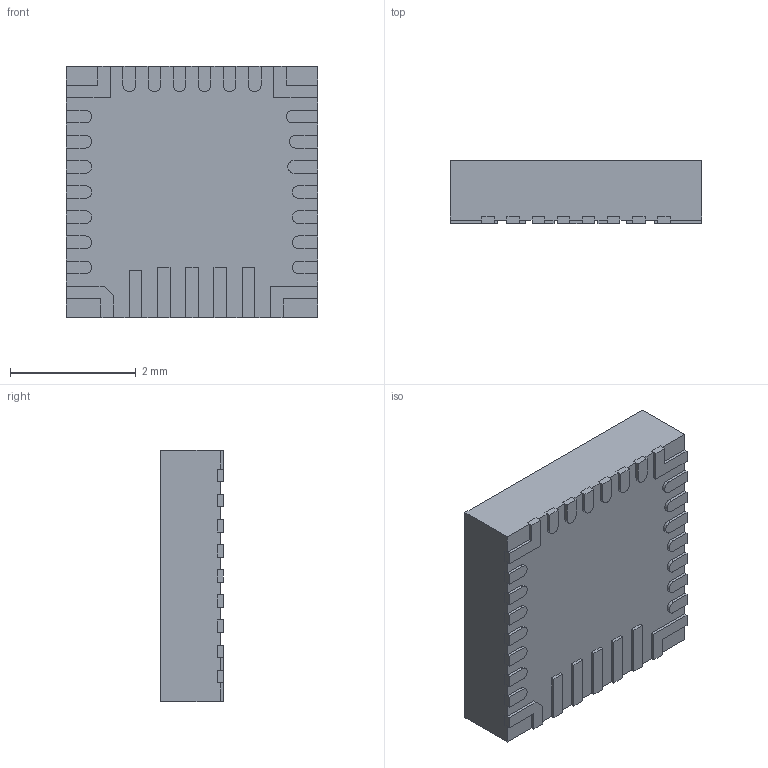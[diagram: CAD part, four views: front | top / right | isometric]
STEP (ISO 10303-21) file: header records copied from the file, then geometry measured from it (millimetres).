
FILE_DESCRIPTION (( 'STEP AP214' ), '1' );
FILE_NAME ('BQ25792RQMR.STEP', '2023-10-12T10:38:25', ( '' ), ( '' ), 'SwSTEP 2.0', 'SolidWorks 2021', '' );
FILE_SCHEMA (( 'AUTOMOTIVE_DESIGN' ));
Length unit declared in the file: millimetre
Products named in the file (1): BQ25792RQMR
Bounding box: 4 x 1 x 4 mm (x, y, z)
Volume: 15.4 mm3; surface area: 59.6 mm2
Topology: 31 solids, 31 shells, 333 faces, 810 edges, 540 vertices
Faces by surface type: plane 277, cylinder 56
Entity records: 9960 total; most frequent: CARTESIAN_POINT 1684, ORIENTED_EDGE 1620, DIRECTION 1590, EDGE_CURVE 810, LINE 698, VECTOR 698, VERTEX_POINT 540, AXIS2_PLACEMENT_3D 446
